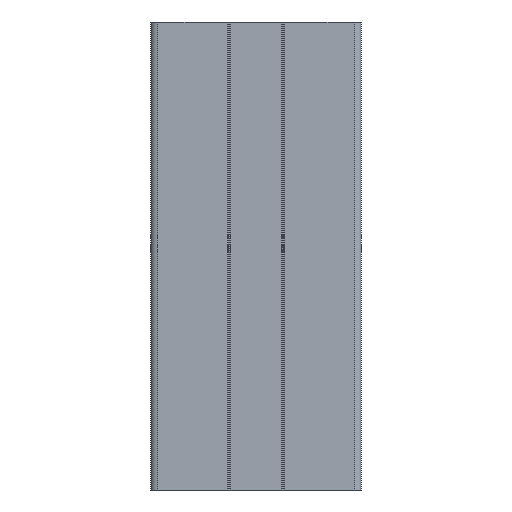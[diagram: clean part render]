
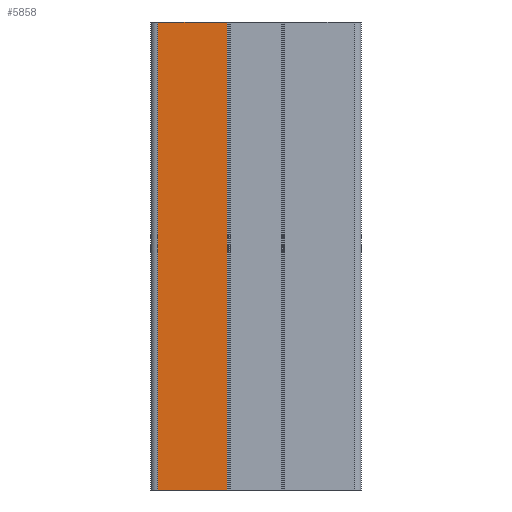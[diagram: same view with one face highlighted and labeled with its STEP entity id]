
A CAD part, front view. The second image highlights one B-rep face of the part: STEP entity #5858.
In plain terms, the highlighted planar face has unit normal (0, -1, 0).
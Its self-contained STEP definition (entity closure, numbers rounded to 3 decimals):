
#390 = ORIENTED_EDGE ( 'NONE', *, *, #4686, .T. ) ;
#396 = VECTOR ( 'NONE', #5005, 1000. ) ;
#421 = DIRECTION ( 'NONE',  ( 0., 0., -1. ) ) ;
#937 = EDGE_LOOP ( 'NONE', ( #390, #6980, #2430, #7608 ) ) ;
#1265 = FACE_OUTER_BOUND ( 'NONE', #937, .T. ) ;
#1712 = VERTEX_POINT ( 'NONE', #2182 ) ;
#1867 = EDGE_CURVE ( 'NONE', #5487, #1712, #4613, .T. ) ;
#1898 = CARTESIAN_POINT ( 'NONE',  ( 1129.457, 1022.674, 100. ) ) ;
#2122 = LINE ( 'NONE', #6933, #396 ) ;
#2182 = CARTESIAN_POINT ( 'NONE',  ( 1144.357, 1022.674, 0. ) ) ;
#2430 = ORIENTED_EDGE ( 'NONE', *, *, #4565, .F. ) ;
#2565 = DIRECTION ( 'NONE',  ( 0., 0., 1. ) ) ;
#2791 = CARTESIAN_POINT ( 'NONE',  ( 1144.357, 1022.674, 100. ) ) ;
#2908 = CARTESIAN_POINT ( 'NONE',  ( 1129.457, 1022.674, 100. ) ) ;
#2951 = EDGE_CURVE ( 'NONE', #7180, #7550, #3379, .T. ) ;
#3134 = LINE ( 'NONE', #2908, #6383 ) ;
#3379 = LINE ( 'NONE', #8403, #8374 ) ;
#3547 = DIRECTION ( 'NONE',  ( 1., 0., 0. ) ) ;
#4565 = EDGE_CURVE ( 'NONE', #7180, #5487, #3134, .T. ) ;
#4612 = AXIS2_PLACEMENT_3D ( 'NONE', #1898, #6438, #2565 ) ;
#4613 = LINE ( 'NONE', #8186, #7883 ) ;
#4686 = EDGE_CURVE ( 'NONE', #7550, #1712, #2122, .T. ) ;
#5005 = DIRECTION ( 'NONE',  ( 1., 0., 0. ) ) ;
#5157 = DIRECTION ( 'NONE',  ( 0., 0., -1. ) ) ;
#5487 = VERTEX_POINT ( 'NONE', #2791 ) ;
#5858 = ADVANCED_FACE ( 'NONE', ( #1265 ), #7727, .F. ) ;
#6383 = VECTOR ( 'NONE', #3547, 1000. ) ;
#6438 = DIRECTION ( 'NONE',  ( 0., 1., 0. ) ) ;
#6531 = CARTESIAN_POINT ( 'NONE',  ( 1129.457, 1022.674, 0. ) ) ;
#6933 = CARTESIAN_POINT ( 'NONE',  ( 1129.457, 1022.674, 0. ) ) ;
#6980 = ORIENTED_EDGE ( 'NONE', *, *, #1867, .F. ) ;
#7180 = VERTEX_POINT ( 'NONE', #8204 ) ;
#7550 = VERTEX_POINT ( 'NONE', #6531 ) ;
#7608 = ORIENTED_EDGE ( 'NONE', *, *, #2951, .T. ) ;
#7727 = PLANE ( 'NONE',  #4612 ) ;
#7883 = VECTOR ( 'NONE', #421, 1000. ) ;
#8186 = CARTESIAN_POINT ( 'NONE',  ( 1144.357, 1022.674, 100. ) ) ;
#8204 = CARTESIAN_POINT ( 'NONE',  ( 1129.457, 1022.674, 100. ) ) ;
#8374 = VECTOR ( 'NONE', #5157, 1000. ) ;
#8403 = CARTESIAN_POINT ( 'NONE',  ( 1129.457, 1022.674, 100. ) ) ;
